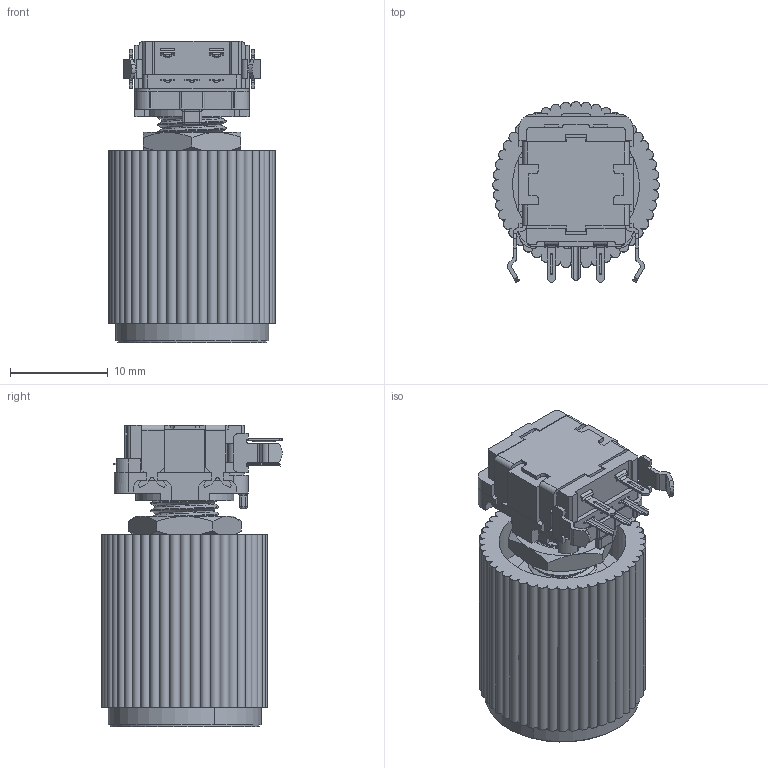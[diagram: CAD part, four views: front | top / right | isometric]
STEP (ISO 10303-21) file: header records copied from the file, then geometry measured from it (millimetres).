
FILE_DESCRIPTION (( 'STEP AP214' ), '1' );
FILE_NAME ('EC11B15242B1_nut_knob17.STEP', '2020-10-19T07:32:48', ( '' ), ( '' ), 'SwSTEP 2.0', 'SolidWorks 2018', '' );
FILE_SCHEMA (( 'AUTOMOTIVE_DESIGN' ));
Length unit declared in the file: millimetre
Products named in the file (4): ecrou M7x2; EC11B15242B1_nut_knob17; Bouton_Di6_De17_h19; EC11B15242B1
Assembly tree (3 placements, depth 2):
  EC11B15242B1_nut_knob17
    EC11B15242B1
    ecrou M7x2
    Bouton_Di6_De17_h19
Bounding box: 17.04 x 18.52 x 30.9 mm (x, y, z)
Volume: 5469.2 mm3; surface area: 4315.6 mm2
Topology: 4 solids, 12 shells, 710 faces, 1920 edges, 1243 vertices
Faces by surface type: plane 416, cylinder 245, cone 22, sphere 16, bspline 7, torus 4
Entity records: 31908 total; most frequent: CARTESIAN_POINT 6745, ORIENTED_EDGE 3816, DIRECTION 3748, EDGE_CURVE 1908, LINE 1294, VECTOR 1294, VERTEX_POINT 1243, AXIS2_PLACEMENT_3D 1227
